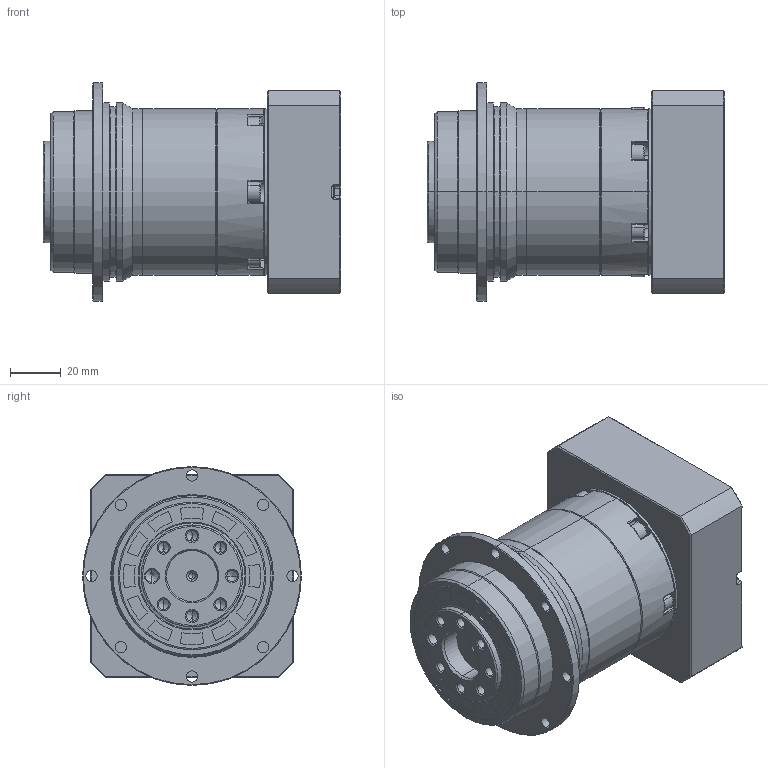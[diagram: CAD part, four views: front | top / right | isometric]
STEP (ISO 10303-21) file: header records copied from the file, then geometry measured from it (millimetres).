
FILE_DESCRIPTION (( 'STEP AP214' ), '1' );
FILE_NAME ('FAD064M1-L2-19-70-90-M5.STEP', '2020-11-23T00:08:39', ( '' ), ( '' ), 'SwSTEP 2.0', 'SolidWorks 2014', '' );
FILE_SCHEMA (( 'AUTOMOTIVE_DESIGN' ));
Length unit declared in the file: millimetre
Products named in the file (12): hexagon socket head cap screws gb_GB_FASTENER_SCREWS_HSHCS M4X16-N; 6-输入端壳体FAD064M1; FAD064D齿圈; 输入太阳齿轮060M1-19; FAD064M1-L2-19-70-90-M5; 13-输入法兰FAD064M1-70X30XM5-200525; hex socket set screws with cone point gb_GB_FASTENER_SCREWS_HSCP M10X10-N; 蚐猾40585; 坶踡遠23-43.5-12(1); FAD064D怀堤俴陎殤; FAD064D一级内齿圈; hexagon socket head cap screws gb_GB_FASTENER_SCREWS_HSHCS M5X16-N
Assembly tree (21 placements, depth 2):
  FAD064M1-L2-19-70-90-M5
    6-输入端壳体FAD064M1
    坶踡遠23-43.5-12(1)
    蚐猾40585
    13-输入法兰FAD064M1-70X30XM5-200525
    输入太阳齿轮060M1-19
    FAD064D一级内齿圈
    FAD064D齿圈
    FAD064D怀堤俴陎殤
    hexagon socket head cap screws gb_GB_FASTENER_SCREWS_HSHCS M4X16-N  x6
    hexagon socket head cap screws gb_GB_FASTENER_SCREWS_HSHCS M5X16-N  x6
    hex socket set screws with cone point gb_GB_FASTENER_SCREWS_HSCP M10X10-N
Bounding box: 117 x 86 x 86 mm (x, y, z)
Volume: 382973.3 mm3; surface area: 111212.7 mm2
Topology: 22 solids, 22 shells, 1135 faces, 2690 edges, 1601 vertices
Faces by surface type: plane 382, cylinder 333, cone 256, torus 128, bspline 36
Entity records: 35697 total; most frequent: CARTESIAN_POINT 13020, DIRECTION 4618, ORIENTED_EDGE 4112, EDGE_CURVE 2056, AXIS2_PLACEMENT_3D 1887, VERTEX_POINT 1271, EDGE_LOOP 1023, CIRCLE 1014
